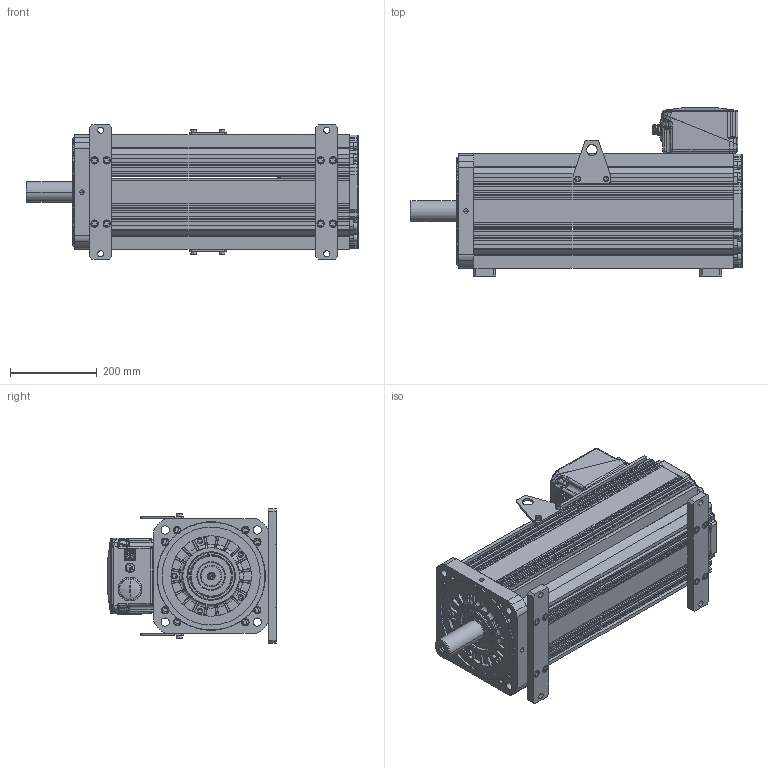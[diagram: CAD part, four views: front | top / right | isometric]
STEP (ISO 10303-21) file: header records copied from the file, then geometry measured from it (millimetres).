
FILE_DESCRIPTION((''),'2;1');
FILE_NAME('51555N-0_SW0001','2016-06-04T',('songwenquan'),(''),'PRO/ENGINEER BY PARAMETRIC TECHNOLOGY CORPORATION, 2010430','PRO/ENGINEER BY PARAMETRIC TECHNOLOGY CORPORATION, 2010430','');
FILE_SCHEMA(('CONFIG_CONTROL_DESIGN'));
Products named in the file (1): 51555N-0_SW0001
Bounding box: 765.02 x 388.3 x 309 mm (x, y, z)
Surface area: 1553266.8 mm2 (no closed solid volume)
Topology: 0 solids, 112 shells, 1861 faces, 6203 edges, 4322 vertices
Faces by surface type: plane 811, cylinder 497, bspline 251, torus 162, cone 125, sphere 15
Entity records: 94826 total; most frequent: CARTESIAN_POINT 42861, DIRECTION 10677, ORIENTED_EDGE 9896, EDGE_CURVE 6193, VERTEX_POINT 4322, AXIS2_PLACEMENT_3D 3795, VECTOR 3087, LINE 3087
